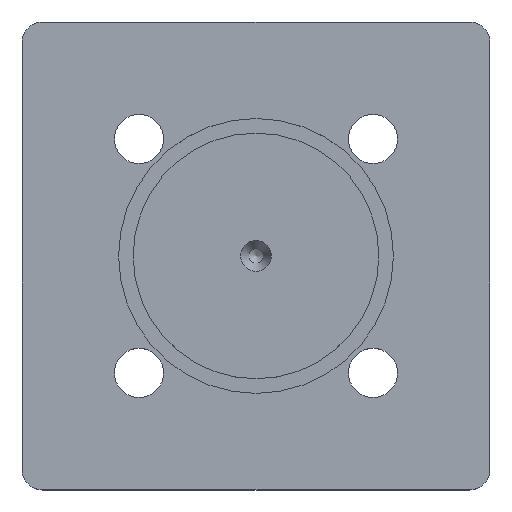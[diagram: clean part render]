
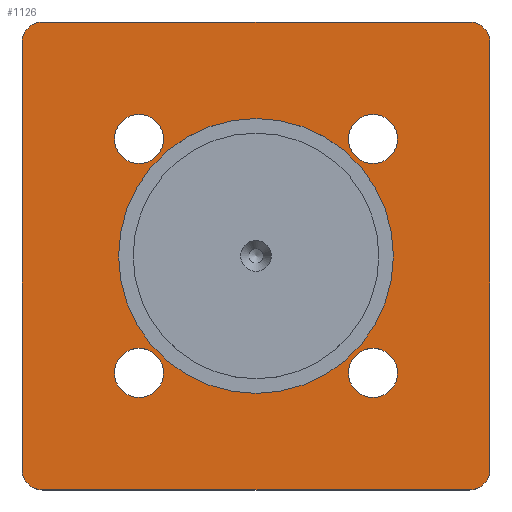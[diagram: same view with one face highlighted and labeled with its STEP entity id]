
A CAD part, top view. The second image highlights one B-rep face of the part: STEP entity #1126.
In plain terms, the highlighted planar face has unit normal (0, 0, 1).
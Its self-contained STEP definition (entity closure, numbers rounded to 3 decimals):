
#211=CARTESIAN_POINT('',(-36.5,-40.0,7.5));
#212=VERTEX_POINT('',#211);
#213=CARTESIAN_POINT('',(-40.,-36.5,7.5));
#214=VERTEX_POINT('',#213);
#215=CARTESIAN_POINT('',(-36.5,-36.5,7.5));
#216=DIRECTION('',(0.0,0.0,-1.0));
#217=DIRECTION('',(-0.707,-0.707,0.0));
#218=AXIS2_PLACEMENT_3D('',#215,#216,#217);
#219=CIRCLE('',#218,3.5);
#220=EDGE_CURVE('',#212,#214,#219,.T.);
#265=CARTESIAN_POINT('',(40.,-36.5,7.5));
#266=VERTEX_POINT('',#265);
#267=CARTESIAN_POINT('',(36.5,-40.,7.5));
#268=VERTEX_POINT('',#267);
#269=CARTESIAN_POINT('',(36.5,-36.5,7.5));
#270=DIRECTION('',(0.0,0.0,-1.));
#271=DIRECTION('',(0.707,-0.707,0.0));
#272=AXIS2_PLACEMENT_3D('',#269,#270,#271);
#273=CIRCLE('',#272,3.5);
#274=EDGE_CURVE('',#266,#268,#273,.T.);
#319=CARTESIAN_POINT('',(-40.,36.5,7.5));
#320=VERTEX_POINT('',#319);
#321=CARTESIAN_POINT('',(-36.5,40.0,7.5));
#322=VERTEX_POINT('',#321);
#323=CARTESIAN_POINT('',(-36.5,36.5,7.5));
#324=DIRECTION('',(0.0,0.0,-1.0));
#325=DIRECTION('',(-0.707,0.707,0.0));
#326=AXIS2_PLACEMENT_3D('',#323,#324,#325);
#327=CIRCLE('',#326,3.5);
#328=EDGE_CURVE('',#320,#322,#327,.T.);
#373=CARTESIAN_POINT('',(36.5,40.,7.5));
#374=VERTEX_POINT('',#373);
#375=CARTESIAN_POINT('',(40.,36.5,7.5));
#376=VERTEX_POINT('',#375);
#377=CARTESIAN_POINT('',(36.5,36.5,7.5));
#378=DIRECTION('',(0.0,0.0,-1.));
#379=DIRECTION('',(0.707,0.707,0.0));
#380=AXIS2_PLACEMENT_3D('',#377,#378,#379);
#381=CIRCLE('',#380,3.5);
#382=EDGE_CURVE('',#374,#376,#381,.T.);
#408=CARTESIAN_POINT('',(36.5,-40.,7.5));
#409=DIRECTION('',(-1.0,0.0,0.0));
#410=VECTOR('',#409,73.0);
#411=LINE('',#408,#410);
#412=EDGE_CURVE('',#268,#212,#411,.T.);
#425=CARTESIAN_POINT('',(40.,36.5,7.5));
#426=DIRECTION('',(0.0,-1.0,0.0));
#427=VECTOR('',#426,73.);
#428=LINE('',#425,#427);
#429=EDGE_CURVE('',#376,#266,#428,.T.);
#577=CARTESIAN_POINT('',(24.2,20.,7.5));
#578=VERTEX_POINT('',#577);
#579=CARTESIAN_POINT('',(20.0,20.,7.5));
#580=DIRECTION('',(0.0,0.0,-1.0));
#581=DIRECTION('',(-1.0,0.0,0.0));
#582=AXIS2_PLACEMENT_3D('',#579,#580,#581);
#583=CIRCLE('',#582,4.2);
#584=EDGE_CURVE('',#578,#578,#583,.T.);
#679=CARTESIAN_POINT('',(-15.8,20.,7.5));
#680=VERTEX_POINT('',#679);
#681=CARTESIAN_POINT('',(-20.0,20.,7.5));
#682=DIRECTION('',(0.0,0.0,-1.0));
#683=DIRECTION('',(-1.0,0.0,0.0));
#684=AXIS2_PLACEMENT_3D('',#681,#682,#683);
#685=CIRCLE('',#684,4.2);
#686=EDGE_CURVE('',#680,#680,#685,.T.);
#781=CARTESIAN_POINT('',(24.2,-20.,7.5));
#782=VERTEX_POINT('',#781);
#783=CARTESIAN_POINT('',(20.0,-20.,7.5));
#784=DIRECTION('',(0.0,0.0,-1.0));
#785=DIRECTION('',(-1.0,0.0,0.0));
#786=AXIS2_PLACEMENT_3D('',#783,#784,#785);
#787=CIRCLE('',#786,4.2);
#788=EDGE_CURVE('',#782,#782,#787,.T.);
#883=CARTESIAN_POINT('',(-15.8,-20.,7.5));
#884=VERTEX_POINT('',#883);
#885=CARTESIAN_POINT('',(-20.,-20.,7.5));
#886=DIRECTION('',(0.0,0.0,-1.0));
#887=DIRECTION('',(-1.0,0.0,0.0));
#888=AXIS2_PLACEMENT_3D('',#885,#886,#887);
#889=CIRCLE('',#888,4.2);
#890=EDGE_CURVE('',#884,#884,#889,.T.);
#1062=CARTESIAN_POINT('',(23.5,0.,7.5));
#1063=VERTEX_POINT('',#1062);
#1064=CARTESIAN_POINT('',(0.0,0.0,7.5));
#1065=DIRECTION('',(0.0,0.0,-1.0));
#1066=DIRECTION('',(-1.0,0.0,0.0));
#1067=AXIS2_PLACEMENT_3D('',#1064,#1065,#1066);
#1068=CIRCLE('',#1067,23.5);
#1069=EDGE_CURVE('',#1063,#1063,#1068,.T.);
#1086=CARTESIAN_POINT('',(0.,0.,7.5));
#1087=DIRECTION('',(0.0,0.0,1.0));
#1088=DIRECTION('',(1.0,0.0,0.0));
#1089=AXIS2_PLACEMENT_3D('',#1086,#1087,#1088);
#1090=PLANE('',#1089);
#1091=ORIENTED_EDGE('',*,*,#220,.F.);
#1092=ORIENTED_EDGE('',*,*,#412,.F.);
#1093=ORIENTED_EDGE('',*,*,#274,.F.);
#1094=ORIENTED_EDGE('',*,*,#429,.F.);
#1095=ORIENTED_EDGE('',*,*,#382,.F.);
#1096=CARTESIAN_POINT('',(-36.5,40.0,7.5));
#1097=DIRECTION('',(1.0,0.0,0.0));
#1098=VECTOR('',#1097,73.0);
#1099=LINE('',#1096,#1098);
#1100=EDGE_CURVE('',#322,#374,#1099,.T.);
#1101=ORIENTED_EDGE('',*,*,#1100,.F.);
#1102=ORIENTED_EDGE('',*,*,#328,.F.);
#1103=CARTESIAN_POINT('',(-40.,-36.5,7.5));
#1104=DIRECTION('',(0.0,1.0,0.0));
#1105=VECTOR('',#1104,73.0);
#1106=LINE('',#1103,#1105);
#1107=EDGE_CURVE('',#214,#320,#1106,.T.);
#1108=ORIENTED_EDGE('',*,*,#1107,.F.);
#1109=EDGE_LOOP('',(#1091,#1092,#1093,#1094,#1095,#1101,#1102,#1108));
#1110=FACE_OUTER_BOUND('',#1109,.T.);
#1111=ORIENTED_EDGE('',*,*,#584,.T.);
#1112=EDGE_LOOP('',(#1111));
#1113=FACE_BOUND('',#1112,.T.);
#1114=ORIENTED_EDGE('',*,*,#686,.T.);
#1115=EDGE_LOOP('',(#1114));
#1116=FACE_BOUND('',#1115,.T.);
#1117=ORIENTED_EDGE('',*,*,#788,.T.);
#1118=EDGE_LOOP('',(#1117));
#1119=FACE_BOUND('',#1118,.T.);
#1120=ORIENTED_EDGE('',*,*,#890,.T.);
#1121=EDGE_LOOP('',(#1120));
#1122=FACE_BOUND('',#1121,.T.);
#1123=ORIENTED_EDGE('',*,*,#1069,.T.);
#1124=EDGE_LOOP('',(#1123));
#1125=FACE_BOUND('',#1124,.T.);
#1126=ADVANCED_FACE('',(#1110,#1113,#1116,#1119,#1122,#1125),#1090,.T.);
